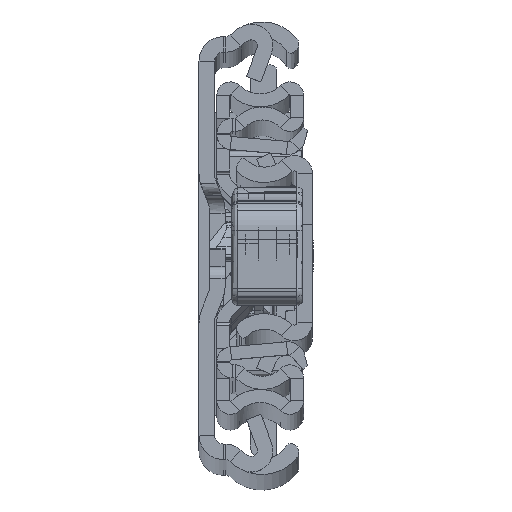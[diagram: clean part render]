
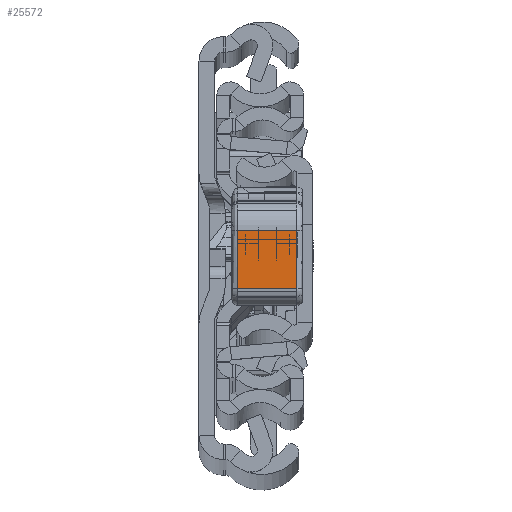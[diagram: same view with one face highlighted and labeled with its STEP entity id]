
A CAD part, top view. The second image highlights one B-rep face of the part: STEP entity #25572.
In plain terms, the highlighted face is planar.
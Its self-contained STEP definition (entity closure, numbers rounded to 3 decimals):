
#142 = AXIS2_PLACEMENT_3D ( 'NONE', #30370, #14515, #25441 ) ;
#484 = CARTESIAN_POINT ( 'NONE',  ( 39.818, -2.465, 11. ) ) ;
#1263 = DIRECTION ( 'NONE',  ( 0.027, 1., 0. ) ) ;
#3095 = DIRECTION ( 'NONE',  ( -0.027, -1., 0. ) ) ;
#3228 = ORIENTED_EDGE ( 'NONE', *, *, #20346, .T. ) ;
#5459 = CARTESIAN_POINT ( 'NONE',  ( 39.818, -2.465, 0. ) ) ;
#5838 = EDGE_LOOP ( 'NONE', ( #9595, #3228, #23767, #26216 ) ) ;
#6558 = VERTEX_POINT ( 'NONE', #30060 ) ;
#7135 = VERTEX_POINT ( 'NONE', #11357 ) ;
#7547 = CARTESIAN_POINT ( 'NONE',  ( 39.818, -2.465, 10. ) ) ;
#7557 = EDGE_CURVE ( 'NONE', #26160, #17721, #32304, .T. ) ;
#7894 = CARTESIAN_POINT ( 'NONE',  ( 39.55, -12.274, 0. ) ) ;
#9267 = CARTESIAN_POINT ( 'NONE',  ( 39.55, -12.274, 11. ) ) ;
#9595 = ORIENTED_EDGE ( 'NONE', *, *, #24371, .T. ) ;
#10816 = DIRECTION ( 'NONE',  ( 0., 0., 1. ) ) ;
#11357 = CARTESIAN_POINT ( 'NONE',  ( 39.55, -12.274, 0. ) ) ;
#13269 = CARTESIAN_POINT ( 'NONE',  ( 39.55, -12.274, 10. ) ) ;
#13654 = PLANE ( 'NONE',  #142 ) ;
#14515 = DIRECTION ( 'NONE',  ( -1., 0.027, 0. ) ) ;
#17721 = VERTEX_POINT ( 'NONE', #7547 ) ;
#19166 = EDGE_CURVE ( 'NONE', #17721, #6558, #29324, .T. ) ;
#20022 = VECTOR ( 'NONE', #1263, 1000. ) ;
#20346 = EDGE_CURVE ( 'NONE', #7135, #26160, #31240, .T. ) ;
#23767 = ORIENTED_EDGE ( 'NONE', *, *, #7557, .T. ) ;
#24371 = EDGE_CURVE ( 'NONE', #6558, #7135, #27522, .T. ) ;
#25441 = DIRECTION ( 'NONE',  ( -0.027, -1., 0. ) ) ;
#25572 = ADVANCED_FACE ( 'NONE', ( #26656 ), #13654, .F. ) ;
#26160 = VERTEX_POINT ( 'NONE', #5459 ) ;
#26216 = ORIENTED_EDGE ( 'NONE', *, *, #19166, .T. ) ;
#26656 = FACE_OUTER_BOUND ( 'NONE', #5838, .T. ) ;
#27522 = LINE ( 'NONE', #9267, #28363 ) ;
#27694 = DIRECTION ( 'NONE',  ( 0., 0., -1. ) ) ;
#28363 = VECTOR ( 'NONE', #27694, 1000. ) ;
#29324 = LINE ( 'NONE', #13269, #32470 ) ;
#29654 = VECTOR ( 'NONE', #10816, 1000. ) ;
#30060 = CARTESIAN_POINT ( 'NONE',  ( 39.55, -12.274, 10. ) ) ;
#30370 = CARTESIAN_POINT ( 'NONE',  ( 39.55, -12.274, 11. ) ) ;
#31240 = LINE ( 'NONE', #7894, #20022 ) ;
#32304 = LINE ( 'NONE', #484, #29654 ) ;
#32470 = VECTOR ( 'NONE', #3095, 1000. ) ;
